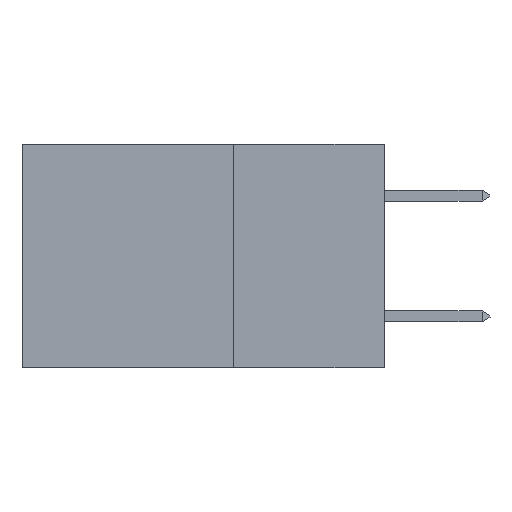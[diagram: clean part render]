
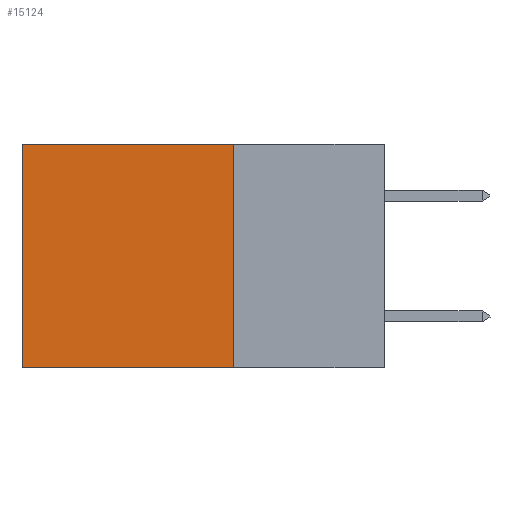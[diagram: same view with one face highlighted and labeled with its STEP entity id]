
A CAD part, left-side view. The second image highlights one B-rep face of the part: STEP entity #15124.
In plain terms, the highlighted planar face has unit normal (-1, 0, 0).
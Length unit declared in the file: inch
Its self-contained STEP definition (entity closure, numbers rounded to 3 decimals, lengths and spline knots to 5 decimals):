
#310 = LINE ( 'NONE', #10280, #11444 ) ;
#1324 = VECTOR ( 'NONE', #17374, 39.37008 ) ;
#1513 = CARTESIAN_POINT ( 'NONE',  ( 0.2875, 0.6, 0. ) ) ;
#2290 = VERTEX_POINT ( 'NONE', #10429 ) ;
#2379 = PLANE ( 'NONE',  #3385 ) ;
#3126 = ORIENTED_EDGE ( 'NONE', *, *, #15162, .F. ) ;
#3385 = AXIS2_PLACEMENT_3D ( 'NONE', #7840, #6534, #16386 ) ;
#3387 = DIRECTION ( 'NONE',  ( 0., 0., -1. ) ) ;
#3519 = LINE ( 'NONE', #10806, #10898 ) ;
#3858 = ORIENTED_EDGE ( 'NONE', *, *, #13739, .T. ) ;
#4951 = VERTEX_POINT ( 'NONE', #6497 ) ;
#5459 = LINE ( 'NONE', #15704, #16670 ) ;
#5749 = VERTEX_POINT ( 'NONE', #1513 ) ;
#6202 = CARTESIAN_POINT ( 'NONE',  ( 0.2875, 0.25, 0. ) ) ;
#6497 = CARTESIAN_POINT ( 'NONE',  ( 0.2875, 0.25, 0. ) ) ;
#6534 = DIRECTION ( 'NONE',  ( 1., 0., 0. ) ) ;
#6659 = EDGE_CURVE ( 'NONE', #4951, #5749, #16647, .T. ) ;
#7266 = DIRECTION ( 'NONE',  ( 0., 1., 0. ) ) ;
#7840 = CARTESIAN_POINT ( 'NONE',  ( 0.2875, 0.25, 0. ) ) ;
#10280 = CARTESIAN_POINT ( 'NONE',  ( 0.2875, 0.6, 0. ) ) ;
#10429 = CARTESIAN_POINT ( 'NONE',  ( 0.2875, 0.25, -0.37 ) ) ;
#10806 = CARTESIAN_POINT ( 'NONE',  ( 0.2875, 0.25, 0. ) ) ;
#10898 = VECTOR ( 'NONE', #12234, 39.37008 ) ;
#11343 = FACE_OUTER_BOUND ( 'NONE', #13271, .T. ) ;
#11444 = VECTOR ( 'NONE', #3387, 39.37008 ) ;
#12234 = DIRECTION ( 'NONE',  ( 0., 0., -1. ) ) ;
#13229 = ORIENTED_EDGE ( 'NONE', *, *, #6659, .T. ) ;
#13271 = EDGE_LOOP ( 'NONE', ( #3858, #16479, #3126, #13229 ) ) ;
#13456 = VERTEX_POINT ( 'NONE', #13976 ) ;
#13739 = EDGE_CURVE ( 'NONE', #5749, #13456, #310, .T. ) ;
#13976 = CARTESIAN_POINT ( 'NONE',  ( 0.2875, 0.6, -0.37 ) ) ;
#14805 = EDGE_CURVE ( 'NONE', #2290, #13456, #5459, .T. ) ;
#15124 = ADVANCED_FACE ( 'NONE', ( #11343 ), #2379, .F. ) ;
#15162 = EDGE_CURVE ( 'NONE', #4951, #2290, #3519, .T. ) ;
#15704 = CARTESIAN_POINT ( 'NONE',  ( 0.2875, 0.25, -0.37 ) ) ;
#16386 = DIRECTION ( 'NONE',  ( 0., 0., -1. ) ) ;
#16479 = ORIENTED_EDGE ( 'NONE', *, *, #14805, .F. ) ;
#16647 = LINE ( 'NONE', #6202, #1324 ) ;
#16670 = VECTOR ( 'NONE', #7266, 39.37008 ) ;
#17374 = DIRECTION ( 'NONE',  ( 0., 1., 0. ) ) ;
